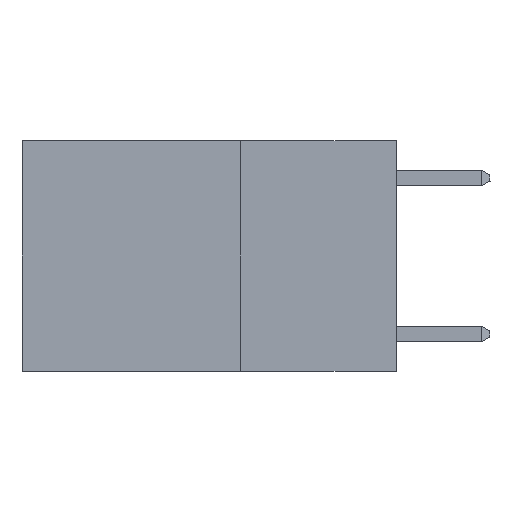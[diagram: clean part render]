
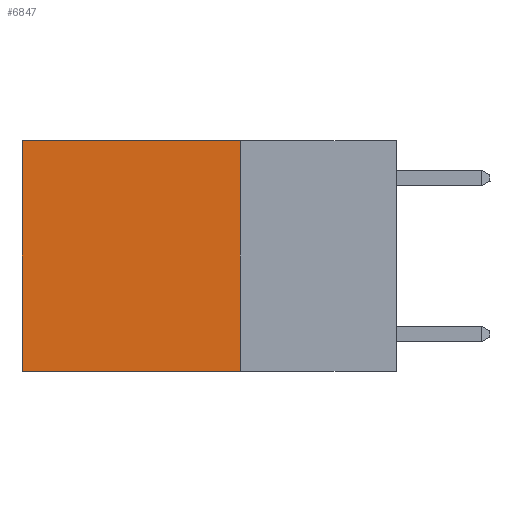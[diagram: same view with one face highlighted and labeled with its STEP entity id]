
A CAD part, left-side view. The second image highlights one B-rep face of the part: STEP entity #6847.
In plain terms, the highlighted planar face has unit normal (-1, 0, 0).
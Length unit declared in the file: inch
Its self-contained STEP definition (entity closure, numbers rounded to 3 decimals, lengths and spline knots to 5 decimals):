
#57 = VERTEX_POINT ( 'NONE', #5766 ) ;
#1005 = VECTOR ( 'NONE', #14529, 39.37008 ) ;
#1092 = ORIENTED_EDGE ( 'NONE', *, *, #4762, .T. ) ;
#1580 = LINE ( 'NONE', #4235, #5092 ) ;
#1770 = CARTESIAN_POINT ( 'NONE',  ( 0.2625, 0.6, 0. ) ) ;
#2071 = VERTEX_POINT ( 'NONE', #1770 ) ;
#2216 = FACE_OUTER_BOUND ( 'NONE', #3756, .T. ) ;
#2885 = AXIS2_PLACEMENT_3D ( 'NONE', #5059, #6358, #15289 ) ;
#3756 = EDGE_LOOP ( 'NONE', ( #1092, #15063, #8500, #4596 ) ) ;
#4235 = CARTESIAN_POINT ( 'NONE',  ( 0.2625, 0.25, -0.37 ) ) ;
#4596 = ORIENTED_EDGE ( 'NONE', *, *, #12117, .T. ) ;
#4762 = EDGE_CURVE ( 'NONE', #2071, #57, #11434, .T. ) ;
#5059 = CARTESIAN_POINT ( 'NONE',  ( 0.2625, 0.25, 0. ) ) ;
#5092 = VECTOR ( 'NONE', #13249, 39.37008 ) ;
#5501 = VERTEX_POINT ( 'NONE', #8209 ) ;
#5766 = CARTESIAN_POINT ( 'NONE',  ( 0.2625, 0.6, -0.37 ) ) ;
#6323 = EDGE_CURVE ( 'NONE', #8496, #5501, #14476, .T. ) ;
#6358 = DIRECTION ( 'NONE',  ( 1., 0., 0. ) ) ;
#6647 = DIRECTION ( 'NONE',  ( 0., 1., 0. ) ) ;
#6847 = ADVANCED_FACE ( 'NONE', ( #2216 ), #14017, .F. ) ;
#8209 = CARTESIAN_POINT ( 'NONE',  ( 0.2625, 0.25, -0.37 ) ) ;
#8496 = VERTEX_POINT ( 'NONE', #10993 ) ;
#8500 = ORIENTED_EDGE ( 'NONE', *, *, #6323, .F. ) ;
#10993 = CARTESIAN_POINT ( 'NONE',  ( 0.2625, 0.25, 0. ) ) ;
#11187 = VECTOR ( 'NONE', #12548, 39.37008 ) ;
#11434 = LINE ( 'NONE', #15834, #1005 ) ;
#12049 = LINE ( 'NONE', #13056, #14939 ) ;
#12117 = EDGE_CURVE ( 'NONE', #8496, #2071, #12049, .T. ) ;
#12496 = CARTESIAN_POINT ( 'NONE',  ( 0.2625, 0.25, 0. ) ) ;
#12548 = DIRECTION ( 'NONE',  ( 0., 0., -1. ) ) ;
#13056 = CARTESIAN_POINT ( 'NONE',  ( 0.2625, 0.25, 0. ) ) ;
#13249 = DIRECTION ( 'NONE',  ( 0., 1., 0. ) ) ;
#14017 = PLANE ( 'NONE',  #2885 ) ;
#14476 = LINE ( 'NONE', #12496, #11187 ) ;
#14486 = EDGE_CURVE ( 'NONE', #5501, #57, #1580, .T. ) ;
#14529 = DIRECTION ( 'NONE',  ( 0., 0., -1. ) ) ;
#14939 = VECTOR ( 'NONE', #6647, 39.37008 ) ;
#15063 = ORIENTED_EDGE ( 'NONE', *, *, #14486, .F. ) ;
#15289 = DIRECTION ( 'NONE',  ( 0., 0., -1. ) ) ;
#15834 = CARTESIAN_POINT ( 'NONE',  ( 0.2625, 0.6, 0. ) ) ;
